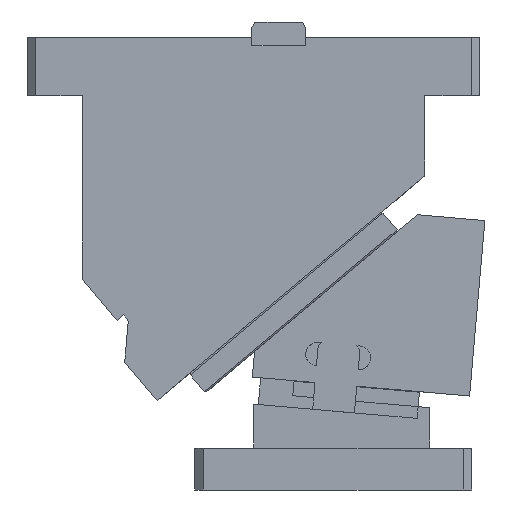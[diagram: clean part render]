
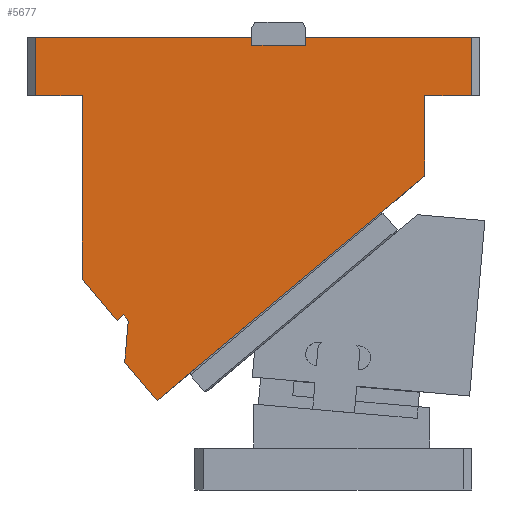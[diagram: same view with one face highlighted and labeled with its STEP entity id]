
A CAD part, front view. The second image highlights one B-rep face of the part: STEP entity #5677.
In plain terms, the highlighted planar face has unit normal (0, -1, 0).
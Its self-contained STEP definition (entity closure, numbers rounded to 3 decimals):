
#5034=CARTESIAN_POINT('Line Origine',(-81.,0.,235.)) ;
#5038=CARTESIAN_POINT('Vertex',(-67.,0.,235.)) ;
#5040=CARTESIAN_POINT('Vertex',(-95.,0.,235.)) ;
#5249=CARTESIAN_POINT('Vertex',(34.,0.,270.)) ;
#5252=CARTESIAN_POINT('Line Origine',(34.,0.,267.5)) ;
#5256=CARTESIAN_POINT('Vertex',(34.,0.,265.)) ;
#5528=CARTESIAN_POINT('Vertex',(-95.,0.,270.)) ;
#5531=CARTESIAN_POINT('Line Origine',(-95.,0.,252.5)) ;
#5543=CARTESIAN_POINT('Axis2P3D Location',(21.774,0.,10.016)) ;
#5548=CARTESIAN_POINT('Line Origine',(-67.,0.,180.379)) ;
#5552=CARTESIAN_POINT('Vertex',(-67.,0.,125.759)) ;
#5555=CARTESIAN_POINT('Line Origine',(-56.687,0.,113.468)) ;
#5559=CARTESIAN_POINT('Vertex',(-46.373,0.,101.177)) ;
#5562=CARTESIAN_POINT('Line Origine',(-44.458,0.,102.784)) ;
#5566=CARTESIAN_POINT('Vertex',(-42.543,0.,104.391)) ;
#5569=CARTESIAN_POINT('Line Origine',(-40.936,0.,102.476)) ;
#5573=CARTESIAN_POINT('Vertex',(-39.329,0.,100.56)) ;
#5576=CARTESIAN_POINT('Line Origine',(-39.52,0.,100.4)) ;
#5580=CARTESIAN_POINT('Vertex',(-39.712,0.,100.239)) ;
#5583=CARTESIAN_POINT('Line Origine',(-40.76,0.,88.264)) ;
#5587=CARTESIAN_POINT('Vertex',(-41.807,0.,76.289)) ;
#5590=CARTESIAN_POINT('Line Origine',(-32.166,0.,64.798)) ;
#5594=CARTESIAN_POINT('Vertex',(-22.524,0.,53.308)) ;
#5597=CARTESIAN_POINT('Line Origine',(-15.821,0.,58.932)) ;
#5601=CARTESIAN_POINT('Vertex',(-9.118,0.,64.556)) ;
#5604=CARTESIAN_POINT('Line Origine',(63.941,0.,125.86)) ;
#5608=CARTESIAN_POINT('Vertex',(137.,0.,187.164)) ;
#5611=CARTESIAN_POINT('Line Origine',(137.,0.,211.082)) ;
#5615=CARTESIAN_POINT('Vertex',(137.,0.,235.)) ;
#5618=CARTESIAN_POINT('Line Origine',(151.,0.,235.)) ;
#5622=CARTESIAN_POINT('Vertex',(165.,0.,235.)) ;
#5625=CARTESIAN_POINT('Line Origine',(165.,0.,252.5)) ;
#5629=CARTESIAN_POINT('Vertex',(165.,0.,270.)) ;
#5632=CARTESIAN_POINT('Line Origine',(115.5,0.,270.)) ;
#5636=CARTESIAN_POINT('Vertex',(66.,0.,270.)) ;
#5639=CARTESIAN_POINT('Line Origine',(66.,0.,267.5)) ;
#5643=CARTESIAN_POINT('Vertex',(66.,0.,265.)) ;
#5646=CARTESIAN_POINT('Line Origine',(50.,0.,265.)) ;
#5651=CARTESIAN_POINT('Line Origine',(-30.5,0.,270.)) ;
#5035=DIRECTION('Vector Direction',(1.,0.,0.)) ;
#5253=DIRECTION('Vector Direction',(0.,0.,-1.)) ;
#5532=DIRECTION('Vector Direction',(0.,0.,1.)) ;
#5544=DIRECTION('Axis2P3D Direction',(0.,-1.,0.)) ;
#5545=DIRECTION('Axis2P3D XDirection',(1.,0.,0.)) ;
#5549=DIRECTION('Vector Direction',(0.,0.,1.)) ;
#5556=DIRECTION('Vector Direction',(-0.643,0.,0.766)) ;
#5563=DIRECTION('Vector Direction',(0.766,0.,0.643)) ;
#5570=DIRECTION('Vector Direction',(0.643,0.,-0.766)) ;
#5577=DIRECTION('Vector Direction',(-0.766,0.,-0.643)) ;
#5584=DIRECTION('Vector Direction',(-0.087,0.,-0.996)) ;
#5591=DIRECTION('Vector Direction',(0.643,0.,-0.766)) ;
#5598=DIRECTION('Vector Direction',(0.766,0.,0.643)) ;
#5605=DIRECTION('Vector Direction',(0.766,0.,0.643)) ;
#5612=DIRECTION('Vector Direction',(0.,0.,1.)) ;
#5619=DIRECTION('Vector Direction',(1.,0.,0.)) ;
#5626=DIRECTION('Vector Direction',(0.,0.,1.)) ;
#5633=DIRECTION('Vector Direction',(1.,0.,0.)) ;
#5640=DIRECTION('Vector Direction',(0.,0.,-1.)) ;
#5647=DIRECTION('Vector Direction',(-1.,0.,0.)) ;
#5652=DIRECTION('Vector Direction',(1.,0.,0.)) ;
#5546=AXIS2_PLACEMENT_3D('Plane Axis2P3D',#5543,#5544,#5545) ;
#5657=ORIENTED_EDGE('',*,*,#5535,.F.) ;
#5658=ORIENTED_EDGE('',*,*,#5042,.F.) ;
#5659=ORIENTED_EDGE('',*,*,#5554,.T.) ;
#5660=ORIENTED_EDGE('',*,*,#5561,.F.) ;
#5661=ORIENTED_EDGE('',*,*,#5568,.T.) ;
#5662=ORIENTED_EDGE('',*,*,#5575,.T.) ;
#5663=ORIENTED_EDGE('',*,*,#5582,.T.) ;
#5664=ORIENTED_EDGE('',*,*,#5589,.F.) ;
#5665=ORIENTED_EDGE('',*,*,#5596,.T.) ;
#5666=ORIENTED_EDGE('',*,*,#5603,.T.) ;
#5667=ORIENTED_EDGE('',*,*,#5610,.T.) ;
#5668=ORIENTED_EDGE('',*,*,#5617,.T.) ;
#5669=ORIENTED_EDGE('',*,*,#5624,.T.) ;
#5670=ORIENTED_EDGE('',*,*,#5631,.T.) ;
#5671=ORIENTED_EDGE('',*,*,#5638,.F.) ;
#5672=ORIENTED_EDGE('',*,*,#5645,.T.) ;
#5673=ORIENTED_EDGE('',*,*,#5650,.T.) ;
#5674=ORIENTED_EDGE('',*,*,#5258,.F.) ;
#5675=ORIENTED_EDGE('',*,*,#5655,.F.) ;
#5036=VECTOR('Line Direction',#5035,1.) ;
#5254=VECTOR('Line Direction',#5253,1.) ;
#5533=VECTOR('Line Direction',#5532,1.) ;
#5550=VECTOR('Line Direction',#5549,1.) ;
#5557=VECTOR('Line Direction',#5556,1.) ;
#5564=VECTOR('Line Direction',#5563,1.) ;
#5571=VECTOR('Line Direction',#5570,1.) ;
#5578=VECTOR('Line Direction',#5577,1.) ;
#5585=VECTOR('Line Direction',#5584,1.) ;
#5592=VECTOR('Line Direction',#5591,1.) ;
#5599=VECTOR('Line Direction',#5598,1.) ;
#5606=VECTOR('Line Direction',#5605,1.) ;
#5613=VECTOR('Line Direction',#5612,1.) ;
#5620=VECTOR('Line Direction',#5619,1.) ;
#5627=VECTOR('Line Direction',#5626,1.) ;
#5634=VECTOR('Line Direction',#5633,1.) ;
#5641=VECTOR('Line Direction',#5640,1.) ;
#5648=VECTOR('Line Direction',#5647,1.) ;
#5653=VECTOR('Line Direction',#5652,1.) ;
#5677=ADVANCED_FACE('CAM HOLDER',(#5676),#5547,.T.) ;
#5042=EDGE_CURVE('',#5039,#5041,#5037,.F.) ;
#5258=EDGE_CURVE('',#5250,#5257,#5255,.T.) ;
#5535=EDGE_CURVE('',#5041,#5529,#5534,.T.) ;
#5554=EDGE_CURVE('',#5039,#5553,#5551,.F.) ;
#5561=EDGE_CURVE('',#5560,#5553,#5558,.T.) ;
#5568=EDGE_CURVE('',#5560,#5567,#5565,.T.) ;
#5575=EDGE_CURVE('',#5567,#5574,#5572,.T.) ;
#5582=EDGE_CURVE('',#5574,#5581,#5579,.T.) ;
#5589=EDGE_CURVE('',#5588,#5581,#5586,.F.) ;
#5596=EDGE_CURVE('',#5588,#5595,#5593,.T.) ;
#5603=EDGE_CURVE('',#5595,#5602,#5600,.T.) ;
#5610=EDGE_CURVE('',#5602,#5609,#5607,.T.) ;
#5617=EDGE_CURVE('',#5609,#5616,#5614,.T.) ;
#5624=EDGE_CURVE('',#5616,#5623,#5621,.T.) ;
#5631=EDGE_CURVE('',#5623,#5630,#5628,.T.) ;
#5638=EDGE_CURVE('',#5637,#5630,#5635,.T.) ;
#5645=EDGE_CURVE('',#5637,#5644,#5642,.T.) ;
#5650=EDGE_CURVE('',#5644,#5257,#5649,.T.) ;
#5655=EDGE_CURVE('',#5529,#5250,#5654,.T.) ;
#5656=EDGE_LOOP('',(#5657,#5658,#5659,#5660,#5661,#5662,#5663,#5664,#5665,#5666,#5667,#5668,#5669,#5670,#5671,#5672,#5673,#5674,#5675)) ;
#5676=FACE_OUTER_BOUND('',#5656,.T.) ;
#5037=LINE('Line',#5034,#5036) ;
#5255=LINE('Line',#5252,#5254) ;
#5534=LINE('Line',#5531,#5533) ;
#5551=LINE('Line',#5548,#5550) ;
#5558=LINE('Line',#5555,#5557) ;
#5565=LINE('Line',#5562,#5564) ;
#5572=LINE('Line',#5569,#5571) ;
#5579=LINE('Line',#5576,#5578) ;
#5586=LINE('Line',#5583,#5585) ;
#5593=LINE('Line',#5590,#5592) ;
#5600=LINE('Line',#5597,#5599) ;
#5607=LINE('Line',#5604,#5606) ;
#5614=LINE('Line',#5611,#5613) ;
#5621=LINE('Line',#5618,#5620) ;
#5628=LINE('Line',#5625,#5627) ;
#5635=LINE('Line',#5632,#5634) ;
#5642=LINE('Line',#5639,#5641) ;
#5649=LINE('Line',#5646,#5648) ;
#5654=LINE('Line',#5651,#5653) ;
#5547=PLANE('Plane',#5546) ;
#5039=VERTEX_POINT('',#5038) ;
#5041=VERTEX_POINT('',#5040) ;
#5250=VERTEX_POINT('',#5249) ;
#5257=VERTEX_POINT('',#5256) ;
#5529=VERTEX_POINT('',#5528) ;
#5553=VERTEX_POINT('',#5552) ;
#5560=VERTEX_POINT('',#5559) ;
#5567=VERTEX_POINT('',#5566) ;
#5574=VERTEX_POINT('',#5573) ;
#5581=VERTEX_POINT('',#5580) ;
#5588=VERTEX_POINT('',#5587) ;
#5595=VERTEX_POINT('',#5594) ;
#5602=VERTEX_POINT('',#5601) ;
#5609=VERTEX_POINT('',#5608) ;
#5616=VERTEX_POINT('',#5615) ;
#5623=VERTEX_POINT('',#5622) ;
#5630=VERTEX_POINT('',#5629) ;
#5637=VERTEX_POINT('',#5636) ;
#5644=VERTEX_POINT('',#5643) ;
